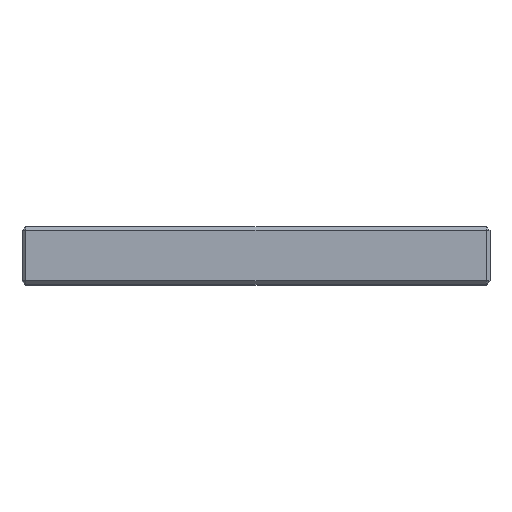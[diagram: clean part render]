
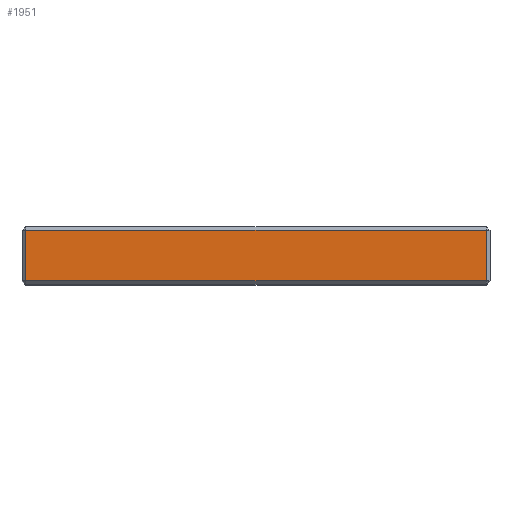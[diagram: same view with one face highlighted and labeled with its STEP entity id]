
A CAD part, top view. The second image highlights one B-rep face of the part: STEP entity #1951.
In plain terms, the highlighted planar face has unit normal (0, 0, 1).
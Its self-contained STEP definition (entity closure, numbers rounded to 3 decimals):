
#32 = CARTESIAN_POINT ( 'NONE',  ( -32.5, 0.5, 32.5 ) ) ;
#78 = ORIENTED_EDGE ( 'NONE', *, *, #722, .T. ) ;
#185 = DIRECTION ( 'NONE',  ( 1., 0., 0. ) ) ;
#205 = ORIENTED_EDGE ( 'NONE', *, *, #1806, .T. ) ;
#256 = CARTESIAN_POINT ( 'NONE',  ( -32., 0.5, 32.5 ) ) ;
#420 = VECTOR ( 'NONE', #2153, 1000. ) ;
#509 = CARTESIAN_POINT ( 'NONE',  ( -32., 8., 32.5 ) ) ;
#529 = VERTEX_POINT ( 'NONE', #1870 ) ;
#599 = CARTESIAN_POINT ( 'NONE',  ( 32., 7.5, 32.5 ) ) ;
#617 = CARTESIAN_POINT ( 'NONE',  ( -32.5, 7.5, 32.5 ) ) ;
#690 = CARTESIAN_POINT ( 'NONE',  ( -32.5, 8., 32.5 ) ) ;
#692 = LINE ( 'NONE', #509, #2101 ) ;
#722 = EDGE_CURVE ( 'NONE', #529, #1256, #913, .T. ) ;
#812 = VECTOR ( 'NONE', #1515, 1000. ) ;
#856 = VERTEX_POINT ( 'NONE', #256 ) ;
#862 = ORIENTED_EDGE ( 'NONE', *, *, #1628, .T. ) ;
#864 = EDGE_LOOP ( 'NONE', ( #862, #2083, #78, #205 ) ) ;
#879 = DIRECTION ( 'NONE',  ( 0., 0., -1. ) ) ;
#913 = LINE ( 'NONE', #1633, #420 ) ;
#974 = CARTESIAN_POINT ( 'NONE',  ( -32., 7.5, 32.5 ) ) ;
#1000 = VECTOR ( 'NONE', #185, 1000. ) ;
#1119 = AXIS2_PLACEMENT_3D ( 'NONE', #690, #879, #1967 ) ;
#1230 = DIRECTION ( 'NONE',  ( 0., -1., 0. ) ) ;
#1256 = VERTEX_POINT ( 'NONE', #599 ) ;
#1515 = DIRECTION ( 'NONE',  ( -1., 0., 0. ) ) ;
#1592 = PLANE ( 'NONE',  #1119 ) ;
#1628 = EDGE_CURVE ( 'NONE', #2196, #856, #692, .T. ) ;
#1633 = CARTESIAN_POINT ( 'NONE',  ( 32., 8., 32.5 ) ) ;
#1666 = LINE ( 'NONE', #32, #1000 ) ;
#1806 = EDGE_CURVE ( 'NONE', #1256, #2196, #1894, .T. ) ;
#1870 = CARTESIAN_POINT ( 'NONE',  ( 32., 0.5, 32.5 ) ) ;
#1894 = LINE ( 'NONE', #617, #812 ) ;
#1951 = ADVANCED_FACE ( 'NONE', ( #2122 ), #1592, .F. ) ;
#1967 = DIRECTION ( 'NONE',  ( -1., 0., 0. ) ) ;
#2083 = ORIENTED_EDGE ( 'NONE', *, *, #2156, .T. ) ;
#2101 = VECTOR ( 'NONE', #1230, 1000. ) ;
#2122 = FACE_OUTER_BOUND ( 'NONE', #864, .T. ) ;
#2153 = DIRECTION ( 'NONE',  ( 0., 1., 0. ) ) ;
#2156 = EDGE_CURVE ( 'NONE', #856, #529, #1666, .T. ) ;
#2196 = VERTEX_POINT ( 'NONE', #974 ) ;
